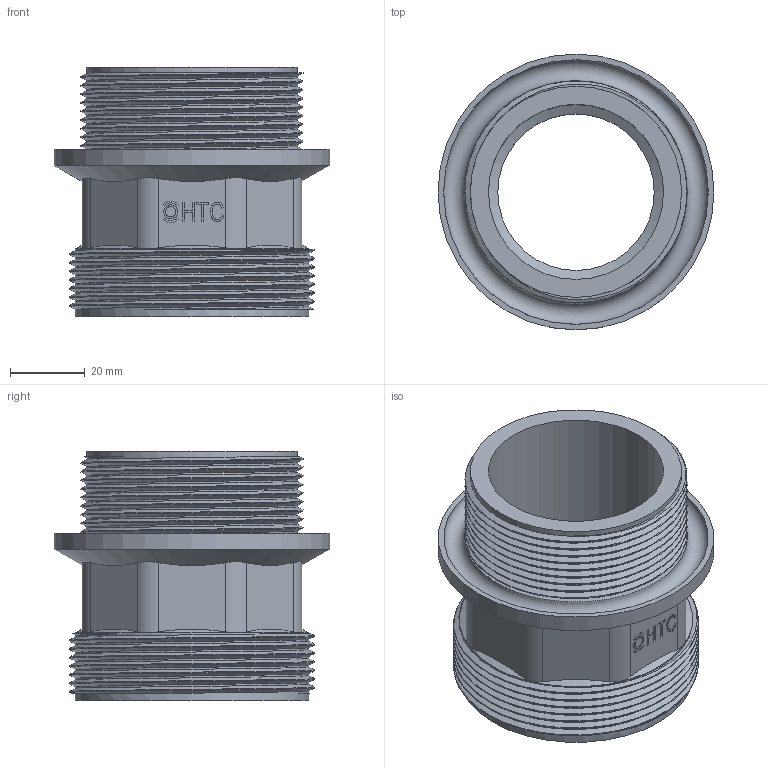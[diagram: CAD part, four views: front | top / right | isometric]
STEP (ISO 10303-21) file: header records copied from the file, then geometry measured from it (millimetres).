
FILE_DESCRIPTION(/* description */ (''),/* implementation_level */ '2;1');
FILE_NAME(/* name */ 'AF0600.SA0.563.step',/* time_stamp */ '2026-01-07T09:47:11+01:00',/* author */ (''),/* organization */ (''),/* preprocessor_version */ 'ST-DEVELOPER v20.1',/* originating_system */ 'Autodesk Translation Framework v14.21.0.0',/* authorisation */ '');
FILE_SCHEMA (('AUTOMOTIVE_DESIGN { 1 0 10303 214 3 1 1 }'));
Length unit declared in the file: millimetre
Products named in the file (1): 2026-01-07-08-44-48-564
Bounding box: 74.02 x 74.02 x 67.06 mm (x, y, z)
Volume: 83487.4 mm3; surface area: 35883.6 mm2
Topology: 1 solids, 1 shells, 323 faces, 865 edges, 576 vertices
Faces by surface type: plane 158, bspline 107, cylinder 54, cone 3, torus 1
Full cylindrical faces by diameter (mm): 2.759 x1, 3.759 x1, 42 x1, 47 x1, 48 x1, 56.656 x9, 58 x1, 59.614 x8, 62.752 x7, 65.71 x6, 74.02 x1
Entity records: 23090 total; most frequent: CARTESIAN_POINT 15756, ORIENTED_EDGE 1730, DIRECTION 1106, EDGE_CURVE 865, VERTEX_POINT 576, LINE 506, VECTOR 506, EDGE_LOOP 357
